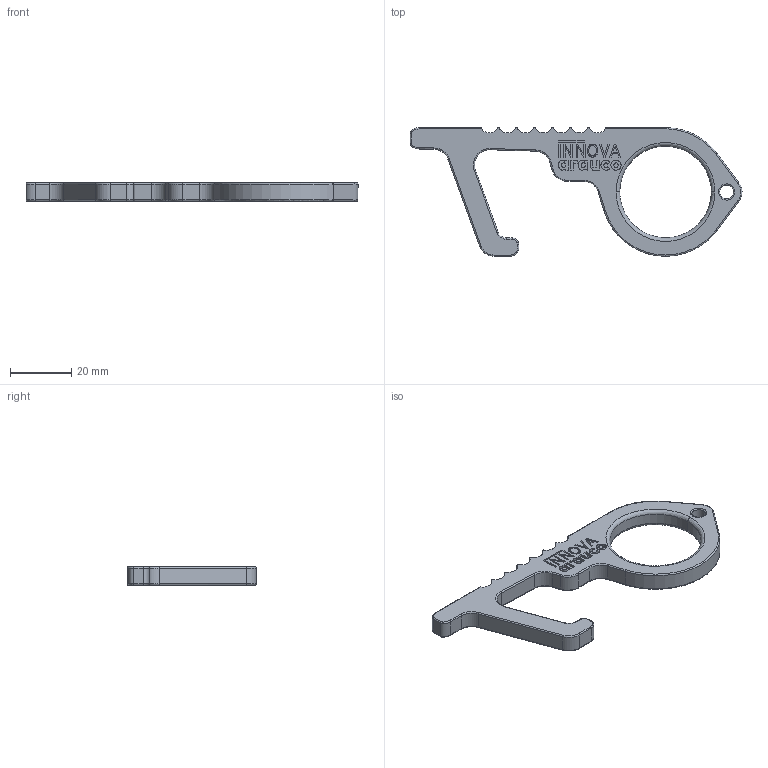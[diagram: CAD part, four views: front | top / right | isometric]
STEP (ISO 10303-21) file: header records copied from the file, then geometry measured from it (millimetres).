
FILE_DESCRIPTION(/* description */ (''),/* implementation_level */ '2;1');
FILE_NAME(/* name */ 'CORONA~1',/* time_stamp */ '2020-05-15T14:26:49-04:00',/* author */ (''),/* organization */ (''),/* preprocessor_version */ 'ST-DEVELOPER v16.5',/* originating_system */ '',/* authorisation */ '');
FILE_SCHEMA (('AUTOMOTIVE_DESIGN'));
Length unit declared in the file: millimetre
Products named in the file (1): Document
Bounding box: 108.77 x 42.14 x 6 mm (x, y, z)
Volume: 10073 mm3; surface area: 6157.8 mm2
Topology: 1 solids, 1 shells, 249 faces, 623 edges, 394 vertices
Faces by surface type: bspline 183, plane 66
Entity records: 8433 total; most frequent: CARTESIAN_POINT 4728, ORIENTED_EDGE 1246, EDGE_CURVE 623, VERTEX_POINT 394, B_SPLINE_CURVE_WITH_KNOTS 360, EDGE_LOOP 271, ADVANCED_FACE 249, FACE_OUTER_BOUND 249
